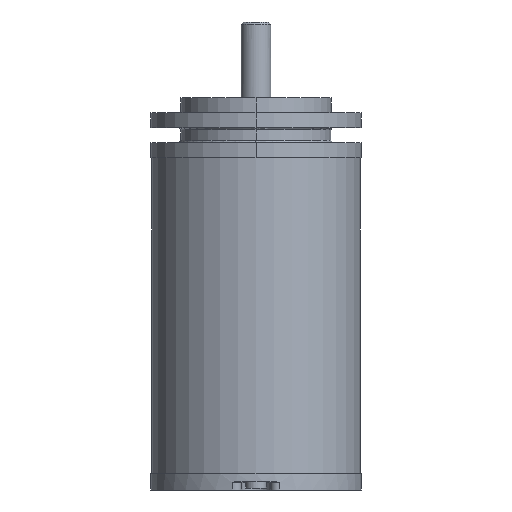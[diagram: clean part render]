
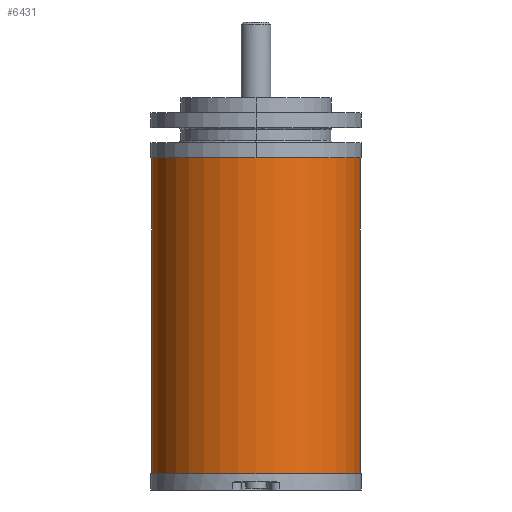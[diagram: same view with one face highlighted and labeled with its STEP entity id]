
A CAD part, front view. The second image highlights one B-rep face of the part: STEP entity #6431.
In plain terms, the highlighted cylindrical face has radius 11.036 mm (diameter 22.073 mm), a partial arc.
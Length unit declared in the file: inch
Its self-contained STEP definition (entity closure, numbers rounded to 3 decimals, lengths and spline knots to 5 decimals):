
#546=CARTESIAN_POINT('',(0.,0.,-1.314));
#547=DIRECTION('',(0.,0.,-1.));
#548=DIRECTION('',(1.,0.,0.));
#549=AXIS2_PLACEMENT_3D('',#546,#547,#548);
#551=DIRECTION('',(0.,0.,1.));
#552=VECTOR('',#551,1.314);
#553=CARTESIAN_POINT('',(-0.4345,0.,-1.314));
#554=LINE('',#553,#552);
#555=CARTESIAN_POINT('',(0.,0.,0.));
#556=DIRECTION('',(0.,0.,-1.));
#557=DIRECTION('',(1.,0.,0.));
#558=AXIS2_PLACEMENT_3D('',#555,#556,#557);
#560=DIRECTION('',(0.,0.,1.));
#561=VECTOR('',#560,1.314);
#562=CARTESIAN_POINT('',(0.4345,0.,-1.314));
#563=LINE('',#562,#561);
#4914=CARTESIAN_POINT('',(0.4345,0.,0.));
#4915=CARTESIAN_POINT('',(-0.4345,0.,0.));
#4916=VERTEX_POINT('',#4914);
#4917=VERTEX_POINT('',#4915);
#5374=CARTESIAN_POINT('',(0.4345,0.,-1.314));
#5375=CARTESIAN_POINT('',(-0.4345,0.,-1.314));
#5376=VERTEX_POINT('',#5374);
#5377=VERTEX_POINT('',#5375);
#6417=CARTESIAN_POINT('',(0.,0.,-1.314));
#6418=DIRECTION('',(0.,0.,-1.));
#6419=DIRECTION('',(-1.,0.,0.));
#6420=AXIS2_PLACEMENT_3D('',#6417,#6418,#6419);
#6421=CYLINDRICAL_SURFACE('',#6420,0.4345);
#6422=ORIENTED_EDGE('',*,*,#6410,.T.);
#6424=ORIENTED_EDGE('',*,*,#6423,.T.);
#6426=ORIENTED_EDGE('',*,*,#6425,.F.);
#6428=ORIENTED_EDGE('',*,*,#6427,.F.);
#6429=EDGE_LOOP('',(#6422,#6424,#6426,#6428));
#6430=FACE_OUTER_BOUND('',#6429,.F.);
#6431=ADVANCED_FACE('',(#6430),#6421,.T.);
#550=CIRCLE('',#549,0.4345);
#559=CIRCLE('',#558,0.4345);
#6410=EDGE_CURVE('',#5376,#5377,#550,.T.);
#6423=EDGE_CURVE('',#5377,#4917,#554,.T.);
#6425=EDGE_CURVE('',#4916,#4917,#559,.T.);
#6427=EDGE_CURVE('',#5376,#4916,#563,.T.);
